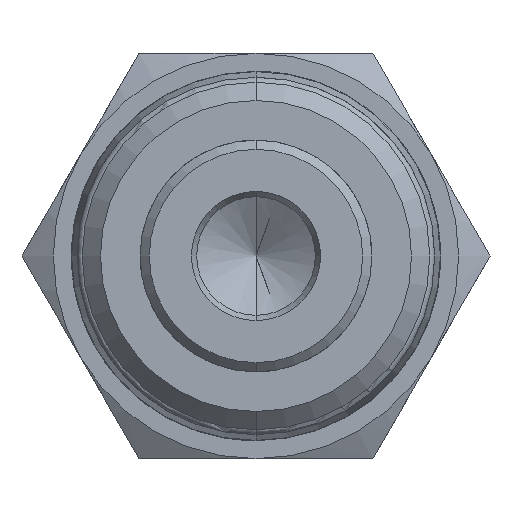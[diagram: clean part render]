
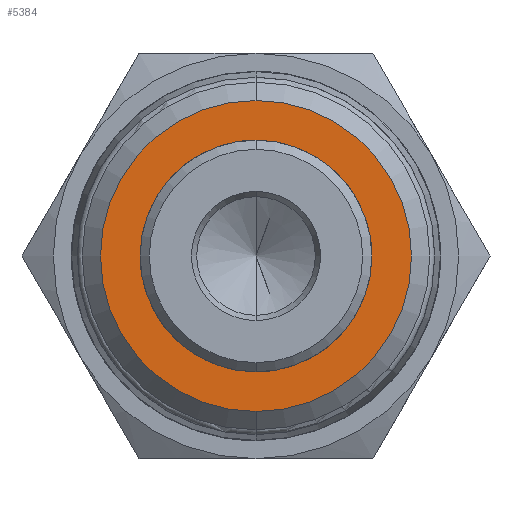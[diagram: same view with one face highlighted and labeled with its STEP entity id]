
A CAD part, front view. The second image highlights one B-rep face of the part: STEP entity #5384.
In plain terms, the highlighted planar face has unit normal (0, -1, 0).
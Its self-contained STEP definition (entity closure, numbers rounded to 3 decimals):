
#85 = AXIS2_PLACEMENT_3D ( 'NONE', #2461, #500, #1065 ) ;
#445 = VERTEX_POINT ( 'NONE', #4654 ) ;
#500 = DIRECTION ( 'NONE',  ( 0., 1., 0. ) ) ;
#613 = EDGE_CURVE ( 'NONE', #6139, #445, #3334, .T. ) ;
#742 = ORIENTED_EDGE ( 'NONE', *, *, #613, .T. ) ;
#767 = AXIS2_PLACEMENT_3D ( 'NONE', #5952, #3978, #5462 ) ;
#898 = AXIS2_PLACEMENT_3D ( 'NONE', #2906, #3887, #1478 ) ;
#899 = CIRCLE ( 'NONE', #1193, 8.525 ) ;
#943 = EDGE_LOOP ( 'NONE', ( #4643, #742 ) ) ;
#944 = CARTESIAN_POINT ( 'NONE',  ( 0., -11., 8.525 ) ) ;
#992 = CIRCLE ( 'NONE', #4632, 8.525 ) ;
#995 = DIRECTION ( 'NONE',  ( 0., 1., 0. ) ) ;
#1065 = DIRECTION ( 'NONE',  ( 0., 0., 1. ) ) ;
#1120 = CARTESIAN_POINT ( 'NONE',  ( 0., -11., 0. ) ) ;
#1193 = AXIS2_PLACEMENT_3D ( 'NONE', #1120, #3945, #5949 ) ;
#1400 = VERTEX_POINT ( 'NONE', #2567 ) ;
#1478 = DIRECTION ( 'NONE',  ( 0., 0., 1. ) ) ;
#1542 = FACE_OUTER_BOUND ( 'NONE', #2801, .T. ) ;
#1904 = CARTESIAN_POINT ( 'NONE',  ( 0., -11., 0. ) ) ;
#1930 = ORIENTED_EDGE ( 'NONE', *, *, #4427, .F. ) ;
#2461 = CARTESIAN_POINT ( 'NONE',  ( 0., -11., 0. ) ) ;
#2567 = CARTESIAN_POINT ( 'NONE',  ( 0., -11., -8.525 ) ) ;
#2801 = EDGE_LOOP ( 'NONE', ( #3410, #1930 ) ) ;
#2906 = CARTESIAN_POINT ( 'NONE',  ( 8.525, -11., 0. ) ) ;
#3334 = CIRCLE ( 'NONE', #767, 5.5 ) ;
#3405 = EDGE_CURVE ( 'NONE', #445, #6139, #4861, .T. ) ;
#3410 = ORIENTED_EDGE ( 'NONE', *, *, #5621, .F. ) ;
#3451 = PLANE ( 'NONE',  #898 ) ;
#3570 = VERTEX_POINT ( 'NONE', #944 ) ;
#3752 = CARTESIAN_POINT ( 'NONE',  ( 0., -11., -5.5 ) ) ;
#3887 = DIRECTION ( 'NONE',  ( 0., 1., 0. ) ) ;
#3945 = DIRECTION ( 'NONE',  ( 0., 1., 0. ) ) ;
#3978 = DIRECTION ( 'NONE',  ( 0., 1., 0. ) ) ;
#4427 = EDGE_CURVE ( 'NONE', #1400, #3570, #899, .T. ) ;
#4632 = AXIS2_PLACEMENT_3D ( 'NONE', #1904, #995, #5450 ) ;
#4643 = ORIENTED_EDGE ( 'NONE', *, *, #3405, .T. ) ;
#4654 = CARTESIAN_POINT ( 'NONE',  ( 0., -11., 5.5 ) ) ;
#4861 = CIRCLE ( 'NONE', #85, 5.5 ) ;
#5376 = FACE_BOUND ( 'NONE', #943, .T. ) ;
#5384 = ADVANCED_FACE ( 'NONE', ( #1542, #5376 ), #3451, .F. ) ;
#5450 = DIRECTION ( 'NONE',  ( 0., 0., 1. ) ) ;
#5462 = DIRECTION ( 'NONE',  ( 0., 0., 1. ) ) ;
#5621 = EDGE_CURVE ( 'NONE', #3570, #1400, #992, .T. ) ;
#5949 = DIRECTION ( 'NONE',  ( 0., 0., 1. ) ) ;
#5952 = CARTESIAN_POINT ( 'NONE',  ( 0., -11., 0. ) ) ;
#6139 = VERTEX_POINT ( 'NONE', #3752 ) ;
